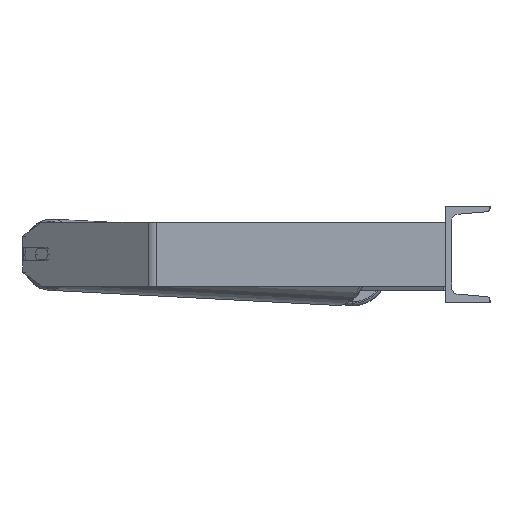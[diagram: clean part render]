
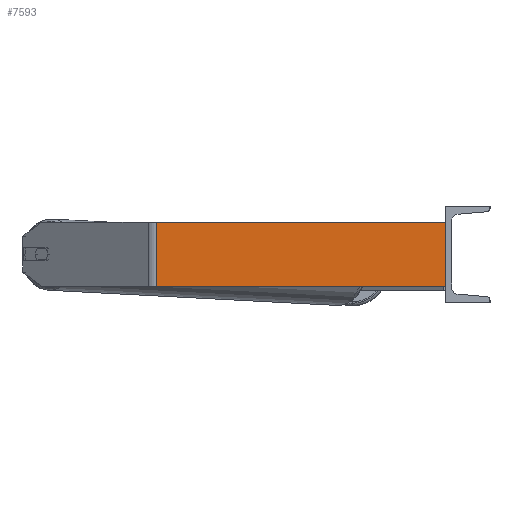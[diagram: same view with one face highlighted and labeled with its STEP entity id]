
A CAD part, left-side view. The second image highlights one B-rep face of the part: STEP entity #7593.
In plain terms, the highlighted planar face has unit normal (-1, 0, 0).
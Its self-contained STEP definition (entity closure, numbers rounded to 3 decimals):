
#115 = CARTESIAN_POINT ( 'NONE',  ( -885., 361.515, 40. ) ) ;
#1181 = CARTESIAN_POINT ( 'NONE',  ( -885., 367.339, 40. ) ) ;
#1887 = AXIS2_PLACEMENT_3D ( 'NONE', #1181, #7355, #3289 ) ;
#2099 = LINE ( 'NONE', #6875, #8413 ) ;
#2205 = VECTOR ( 'NONE', #5505, 1000. ) ;
#2263 = EDGE_CURVE ( 'NONE', #6661, #3107, #3298, .T. ) ;
#2613 = VECTOR ( 'NONE', #8047, 1000. ) ;
#3088 = ORIENTED_EDGE ( 'NONE', *, *, #4386, .F. ) ;
#3107 = VERTEX_POINT ( 'NONE', #5074 ) ;
#3220 = CARTESIAN_POINT ( 'NONE',  ( -885., 361.515, 40. ) ) ;
#3261 = DIRECTION ( 'NONE',  ( 0., -1., 0. ) ) ;
#3289 = DIRECTION ( 'NONE',  ( 0., 1., 0. ) ) ;
#3298 = LINE ( 'NONE', #3942, #6147 ) ;
#3372 = CARTESIAN_POINT ( 'NONE',  ( -885., 367.339, -40. ) ) ;
#3508 = LINE ( 'NONE', #3372, #2205 ) ;
#3904 = LINE ( 'NONE', #3220, #2613 ) ;
#3942 = CARTESIAN_POINT ( 'NONE',  ( -885., 367.339, 40. ) ) ;
#3982 = VERTEX_POINT ( 'NONE', #6249 ) ;
#4173 = DIRECTION ( 'NONE',  ( 0., 0., -1. ) ) ;
#4386 = EDGE_CURVE ( 'NONE', #3107, #4477, #2099, .T. ) ;
#4477 = VERTEX_POINT ( 'NONE', #6381 ) ;
#5074 = CARTESIAN_POINT ( 'NONE',  ( -885., 0., 40. ) ) ;
#5491 = EDGE_CURVE ( 'NONE', #6661, #3982, #3904, .T. ) ;
#5505 = DIRECTION ( 'NONE',  ( 0., -1., 0. ) ) ;
#6147 = VECTOR ( 'NONE', #3261, 1000. ) ;
#6249 = CARTESIAN_POINT ( 'NONE',  ( -885., 361.515, -40. ) ) ;
#6269 = ORIENTED_EDGE ( 'NONE', *, *, #2263, .F. ) ;
#6338 = ORIENTED_EDGE ( 'NONE', *, *, #8411, .T. ) ;
#6381 = CARTESIAN_POINT ( 'NONE',  ( -885., 0., -40. ) ) ;
#6600 = PLANE ( 'NONE',  #1887 ) ;
#6661 = VERTEX_POINT ( 'NONE', #115 ) ;
#6875 = CARTESIAN_POINT ( 'NONE',  ( -885., 0., 40. ) ) ;
#7355 = DIRECTION ( 'NONE',  ( 1., 0., 0. ) ) ;
#7393 = FACE_OUTER_BOUND ( 'NONE', #8052, .T. ) ;
#7593 = ADVANCED_FACE ( 'NONE', ( #7393 ), #6600, .F. ) ;
#8047 = DIRECTION ( 'NONE',  ( 0., 0., -1. ) ) ;
#8052 = EDGE_LOOP ( 'NONE', ( #6338, #3088, #6269, #8719 ) ) ;
#8411 = EDGE_CURVE ( 'NONE', #3982, #4477, #3508, .T. ) ;
#8413 = VECTOR ( 'NONE', #4173, 1000. ) ;
#8719 = ORIENTED_EDGE ( 'NONE', *, *, #5491, .T. ) ;
